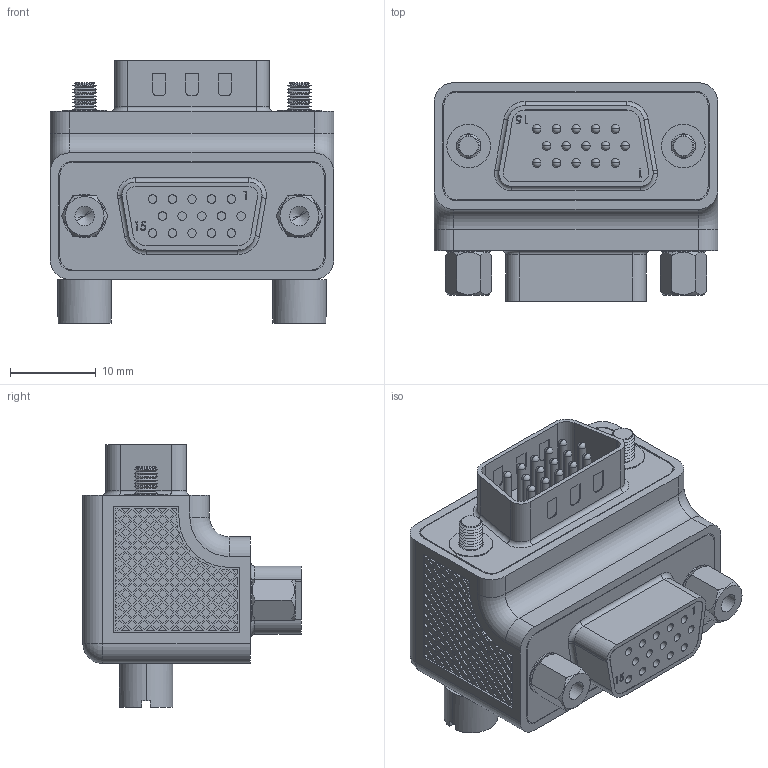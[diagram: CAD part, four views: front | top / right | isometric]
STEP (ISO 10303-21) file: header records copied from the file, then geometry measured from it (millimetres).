
FILE_DESCRIPTION (( 'STEP AP214' ), '1' );
FILE_NAME ('DG90H15MF1.STEP', '2006-08-28T19:54:25', ( 'L-COM' ), ( 'L-COM' ), 'SwSTEP 2.0', 'SolidWorks 2006052', '' );
FILE_SCHEMA (( 'AUTOMOTIVE_DESIGN' ));
Length unit declared in the file: inch
Products named in the file (6): MTN-114; SDH15S_With Clinch Nuts; 3AA05-004_.200 HEX HEIGHT; SDH15P_With Clinch Nuts; 3AA07-Unknown; DG90H15MF1
Assembly tree (7 placements, depth 2):
  DG90H15MF1
    3AA07-Unknown  x2
    3AA05-004_.200 HEX HEIGHT  x2
    MTN-114
    SDH15P_With Clinch Nuts
    SDH15S_With Clinch Nuts
Bounding box: 33.02 x 25.4 x 30.56 mm (x, y, z)
Volume: 14959.7 mm3; surface area: 9745.5 mm2
Topology: 7 solids, 7 shells, 3792 faces, 9486 edges, 6155 vertices
Faces by surface type: plane 2960, cylinder 490, cone 240, torus 42, sphere 40, bspline 20
Entity records: 138417 total; most frequent: CARTESIAN_POINT 21928, ORIENTED_EDGE 18376, DIRECTION 17596, EDGE_CURVE 9188, VECTOR 8028, LINE 8028, VERTEX_POINT 5998, AXIS2_PLACEMENT_3D 4784
